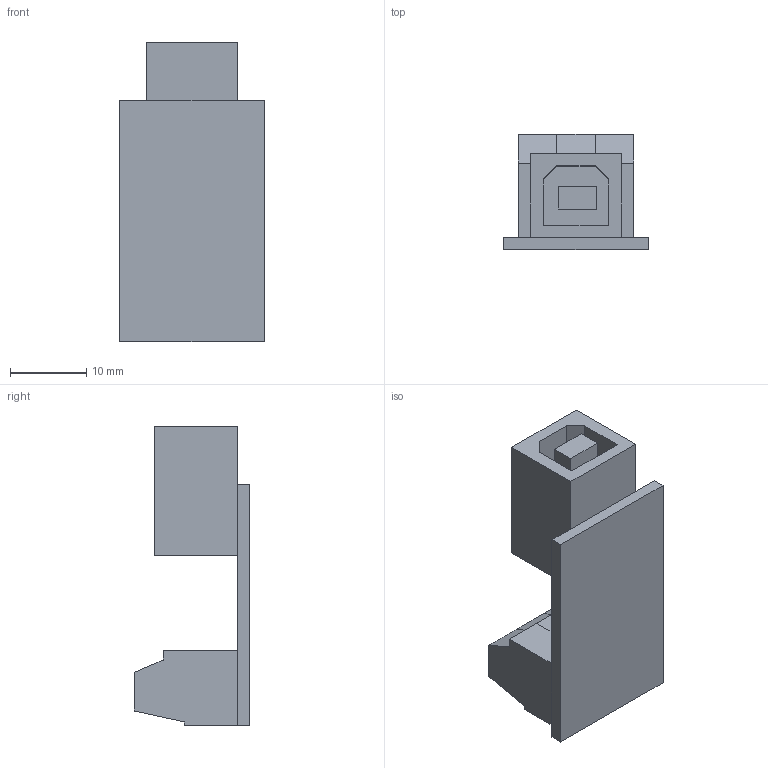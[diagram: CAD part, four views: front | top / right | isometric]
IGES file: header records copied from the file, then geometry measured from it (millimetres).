
Start section: SolidWorks IGES file using analytic representation for surfaces
Global section: file name: R305-USB-RS485.igs; native system: SolidWorks 2009; preprocessor: SolidWorks 2009; author: Acroname; date: 090903.103410; units: millimetre
Bounding box: 19.05 x 15.2 x 39.37 mm (x, y, z)
Surface area: 5143.4 mm2 (no closed solid volume)
Topology: 0 solids, 0 shells, 96 faces, 684 edges, 684 vertices
Faces by surface type: bspline 88, revolution 8
